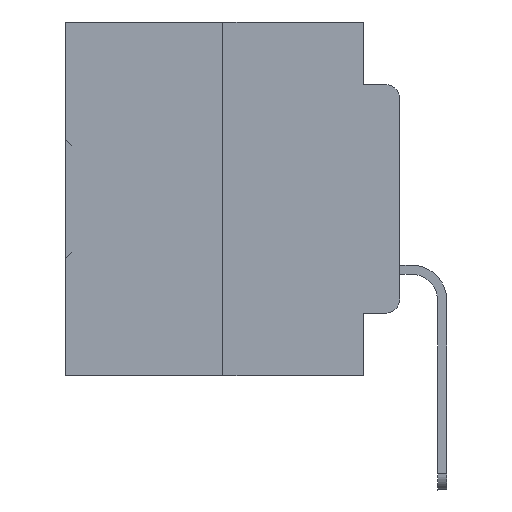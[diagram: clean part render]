
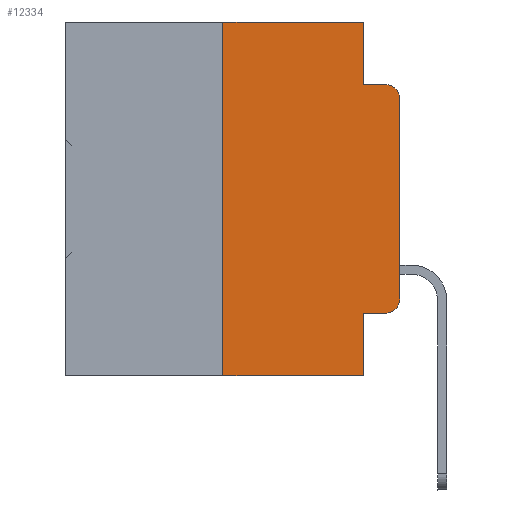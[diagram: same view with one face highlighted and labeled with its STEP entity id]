
A CAD part, left-side view. The second image highlights one B-rep face of the part: STEP entity #12334.
In plain terms, the highlighted planar face has unit normal (-1, 0, 0).
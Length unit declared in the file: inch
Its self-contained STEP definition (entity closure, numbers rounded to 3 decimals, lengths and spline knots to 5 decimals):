
#499 = VERTEX_POINT ( 'NONE', #14151 ) ;
#1123 = CARTESIAN_POINT ( 'NONE',  ( 0., 0.02, -0.3915 ) ) ;
#1354 = VECTOR ( 'NONE', #24209, 39.37008 ) ;
#1776 = CARTESIAN_POINT ( 'NONE',  ( 0., 0., -0.3915 ) ) ;
#1819 = VERTEX_POINT ( 'NONE', #22765 ) ;
#2952 = VERTEX_POINT ( 'NONE', #24974 ) ;
#3393 = DIRECTION ( 'NONE',  ( 0., -1., 0. ) ) ;
#3691 = ORIENTED_EDGE ( 'NONE', *, *, #5406, .F. ) ;
#3709 = LINE ( 'NONE', #34233, #27166 ) ;
#3793 = CARTESIAN_POINT ( 'NONE',  ( 0., 0.473, 0. ) ) ;
#4408 = VECTOR ( 'NONE', #11517, 39.37008 ) ;
#4970 = CARTESIAN_POINT ( 'NONE',  ( 0., 0.051, 0. ) ) ;
#5119 = DIRECTION ( 'NONE',  ( 0., -1., 0. ) ) ;
#5406 = EDGE_CURVE ( 'NONE', #1819, #2952, #18989, .T. ) ;
#5906 = ORIENTED_EDGE ( 'NONE', *, *, #18768, .T. ) ;
#6762 = DIRECTION ( 'NONE',  ( 0., 0., -1. ) ) ;
#6903 = EDGE_CURVE ( 'NONE', #23493, #27621, #31704, .T. ) ;
#7561 = ORIENTED_EDGE ( 'NONE', *, *, #20588, .T. ) ;
#7759 = ORIENTED_EDGE ( 'NONE', *, *, #34799, .T. ) ;
#7943 = VERTEX_POINT ( 'NONE', #34301 ) ;
#8711 = CARTESIAN_POINT ( 'NONE',  ( 0., 0.051, -0.0885 ) ) ;
#9311 = CARTESIAN_POINT ( 'NONE',  ( 0., 0.051, -0.5 ) ) ;
#9402 = VERTEX_POINT ( 'NONE', #29695 ) ;
#11034 = CARTESIAN_POINT ( 'NONE',  ( 0., 0., -0.1085 ) ) ;
#11245 = DIRECTION ( 'NONE',  ( 0., -1., 0. ) ) ;
#11517 = DIRECTION ( 'NONE',  ( 0., -1., 0. ) ) ;
#12334 = ADVANCED_FACE ( 'NONE', ( #18389 ), #26404, .F. ) ;
#12511 = LINE ( 'NONE', #31376, #15057 ) ;
#12563 = DIRECTION ( 'NONE',  ( 1., 0., 0. ) ) ;
#12699 = DIRECTION ( 'NONE',  ( 0., 0., 1. ) ) ;
#13047 = AXIS2_PLACEMENT_3D ( 'NONE', #3793, #12563, #18034 ) ;
#13689 = LINE ( 'NONE', #24841, #4408 ) ;
#13977 = EDGE_CURVE ( 'NONE', #30775, #9402, #13689, .T. ) ;
#14151 = CARTESIAN_POINT ( 'NONE',  ( 0., 0.02, -0.4115 ) ) ;
#14161 = VECTOR ( 'NONE', #35109, 39.37008 ) ;
#14693 = ORIENTED_EDGE ( 'NONE', *, *, #22317, .F. ) ;
#15003 = VECTOR ( 'NONE', #5119, 39.37008 ) ;
#15057 = VECTOR ( 'NONE', #12699, 39.37008 ) ;
#16038 = ORIENTED_EDGE ( 'NONE', *, *, #29201, .F. ) ;
#17132 = VECTOR ( 'NONE', #11245, 39.37008 ) ;
#17161 = CIRCLE ( 'NONE', #27050, 0.02 ) ;
#17445 = CARTESIAN_POINT ( 'NONE',  ( 0., 0.051, -0.4115 ) ) ;
#17627 = ORIENTED_EDGE ( 'NONE', *, *, #13977, .F. ) ;
#17974 = CARTESIAN_POINT ( 'NONE',  ( 0., 0.051, -0.4115 ) ) ;
#18034 = DIRECTION ( 'NONE',  ( 0., 0., -1. ) ) ;
#18389 = FACE_OUTER_BOUND ( 'NONE', #32794, .T. ) ;
#18768 = EDGE_CURVE ( 'NONE', #499, #23493, #17161, .T. ) ;
#18989 = LINE ( 'NONE', #30125, #15003 ) ;
#20471 = DIRECTION ( 'NONE',  ( -1., 0., 0. ) ) ;
#20502 = DIRECTION ( 'NONE',  ( 0., 0., -1. ) ) ;
#20588 = EDGE_CURVE ( 'NONE', #27621, #9402, #32421, .T. ) ;
#22317 = EDGE_CURVE ( 'NONE', #25470, #24494, #3709, .T. ) ;
#22765 = CARTESIAN_POINT ( 'NONE',  ( 0., 0.25, 0. ) ) ;
#22857 = DIRECTION ( 'NONE',  ( 0., 0., -1. ) ) ;
#23493 = VERTEX_POINT ( 'NONE', #1776 ) ;
#23958 = LINE ( 'NONE', #4970, #14161 ) ;
#24209 = DIRECTION ( 'NONE',  ( 0., 0., 1. ) ) ;
#24341 = ORIENTED_EDGE ( 'NONE', *, *, #27149, .T. ) ;
#24494 = VERTEX_POINT ( 'NONE', #9311 ) ;
#24841 = CARTESIAN_POINT ( 'NONE',  ( 0., 0.051, -0.0885 ) ) ;
#24974 = CARTESIAN_POINT ( 'NONE',  ( 0., 0.051, 0. ) ) ;
#25470 = VERTEX_POINT ( 'NONE', #17974 ) ;
#26404 = PLANE ( 'NONE',  #13047 ) ;
#27050 = AXIS2_PLACEMENT_3D ( 'NONE', #1123, #20471, #22857 ) ;
#27149 = EDGE_CURVE ( 'NONE', #7943, #24494, #35553, .T. ) ;
#27166 = VECTOR ( 'NONE', #20502, 39.37008 ) ;
#27303 = VECTOR ( 'NONE', #3393, 39.37008 ) ;
#27621 = VERTEX_POINT ( 'NONE', #11034 ) ;
#28970 = CARTESIAN_POINT ( 'NONE',  ( 0., 0., 0. ) ) ;
#29201 = EDGE_CURVE ( 'NONE', #2952, #30775, #23958, .T. ) ;
#29430 = ORIENTED_EDGE ( 'NONE', *, *, #36089, .F. ) ;
#29695 = CARTESIAN_POINT ( 'NONE',  ( 0., 0.02, -0.0885 ) ) ;
#30125 = CARTESIAN_POINT ( 'NONE',  ( 0., 0.473, 0. ) ) ;
#30215 = ORIENTED_EDGE ( 'NONE', *, *, #6903, .T. ) ;
#30775 = VERTEX_POINT ( 'NONE', #8711 ) ;
#31279 = AXIS2_PLACEMENT_3D ( 'NONE', #34342, #33793, #6762 ) ;
#31376 = CARTESIAN_POINT ( 'NONE',  ( 0., 0.25, 0. ) ) ;
#31704 = LINE ( 'NONE', #28970, #1354 ) ;
#32421 = CIRCLE ( 'NONE', #31279, 0.02 ) ;
#32789 = CARTESIAN_POINT ( 'NONE',  ( 0., 0.473, -0.5 ) ) ;
#32794 = EDGE_LOOP ( 'NONE', ( #30215, #7561, #17627, #16038, #3691, #29430, #24341, #14693, #7759, #5906 ) ) ;
#33793 = DIRECTION ( 'NONE',  ( -1., 0., 0. ) ) ;
#33886 = LINE ( 'NONE', #17445, #27303 ) ;
#34233 = CARTESIAN_POINT ( 'NONE',  ( 0., 0.051, 0. ) ) ;
#34301 = CARTESIAN_POINT ( 'NONE',  ( 0., 0.25, -0.5 ) ) ;
#34342 = CARTESIAN_POINT ( 'NONE',  ( 0., 0.02, -0.1085 ) ) ;
#34799 = EDGE_CURVE ( 'NONE', #25470, #499, #33886, .T. ) ;
#35109 = DIRECTION ( 'NONE',  ( 0., 0., -1. ) ) ;
#35553 = LINE ( 'NONE', #32789, #17132 ) ;
#36089 = EDGE_CURVE ( 'NONE', #7943, #1819, #12511, .T. ) ;
